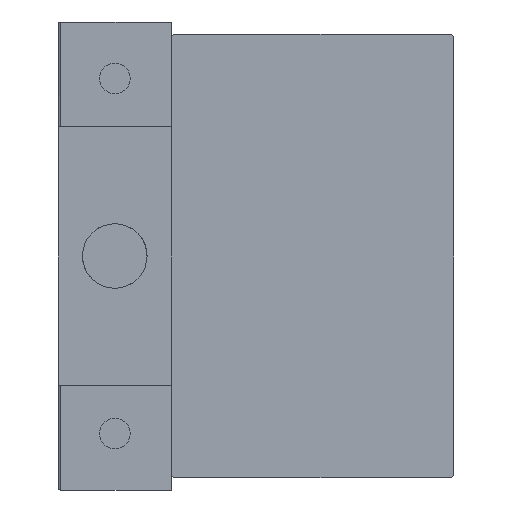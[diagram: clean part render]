
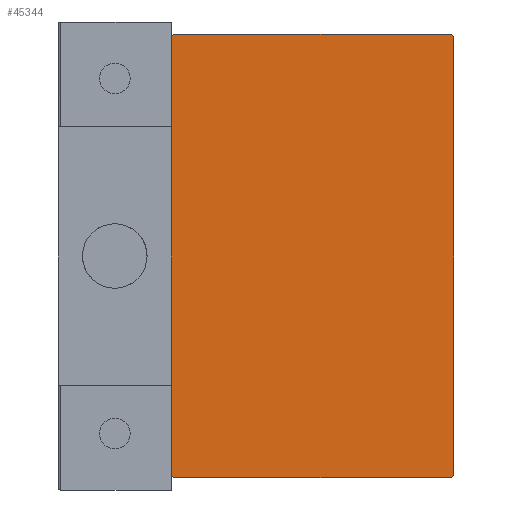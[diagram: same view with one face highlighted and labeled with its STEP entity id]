
A CAD part, left-side view. The second image highlights one B-rep face of the part: STEP entity #45344.
In plain terms, the highlighted face is planar.
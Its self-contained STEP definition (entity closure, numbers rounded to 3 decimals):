
#361 = CARTESIAN_POINT ( 'NONE',  ( 56., 17.5, 27.2 ) ) ;
#1067 = ORIENTED_EDGE ( 'NONE', *, *, #38785, .T. ) ;
#1156 = LINE ( 'NONE', #8990, #23571 ) ;
#2659 = DIRECTION ( 'NONE',  ( 0., 1., 0. ) ) ;
#2729 = CARTESIAN_POINT ( 'NONE',  ( 56., 17.2, -27.5 ) ) ;
#3013 = VECTOR ( 'NONE', #13684, 1000. ) ;
#3607 = CARTESIAN_POINT ( 'NONE',  ( 56., -17.5, 27.2 ) ) ;
#3919 = CARTESIAN_POINT ( 'NONE',  ( 56., -17.5, -27.2 ) ) ;
#3958 = ORIENTED_EDGE ( 'NONE', *, *, #38169, .T. ) ;
#3967 = DIRECTION ( 'NONE',  ( 0., -0.707, 0.707 ) ) ;
#4502 = VECTOR ( 'NONE', #32437, 1000. ) ;
#4552 = CARTESIAN_POINT ( 'NONE',  ( 56., 17.5, -27.2 ) ) ;
#4563 = EDGE_CURVE ( 'NONE', #24290, #44840, #32889, .T. ) ;
#5199 = LINE ( 'NONE', #36031, #40517 ) ;
#5661 = FACE_OUTER_BOUND ( 'NONE', #10382, .T. ) ;
#7245 = CARTESIAN_POINT ( 'NONE',  ( 56., 22.35, -22.35 ) ) ;
#7331 = VERTEX_POINT ( 'NONE', #19787 ) ;
#7769 = LINE ( 'NONE', #38594, #13153 ) ;
#8860 = EDGE_CURVE ( 'NONE', #43871, #35327, #26428, .T. ) ;
#8990 = CARTESIAN_POINT ( 'NONE',  ( 56., 17.5, 27.5 ) ) ;
#10382 = EDGE_LOOP ( 'NONE', ( #20098, #27866, #3958, #1067, #18328, #47763, #27102, #36363 ) ) ;
#10778 = AXIS2_PLACEMENT_3D ( 'NONE', #47600, #32949, #16790 ) ;
#12551 = DIRECTION ( 'NONE',  ( 0., 0.707, -0.707 ) ) ;
#13153 = VECTOR ( 'NONE', #3967, 1000. ) ;
#13684 = DIRECTION ( 'NONE',  ( 0., 0., -1. ) ) ;
#14651 = CARTESIAN_POINT ( 'NONE',  ( 56., -17.2, -27.5 ) ) ;
#14804 = EDGE_CURVE ( 'NONE', #44840, #37426, #47155, .T. ) ;
#16272 = DIRECTION ( 'NONE',  ( 0., 0., 1. ) ) ;
#16790 = DIRECTION ( 'NONE',  ( 0., 0., -1. ) ) ;
#18325 = CARTESIAN_POINT ( 'NONE',  ( 56., -17.5, -27.5 ) ) ;
#18328 = ORIENTED_EDGE ( 'NONE', *, *, #37827, .T. ) ;
#18571 = LINE ( 'NONE', #18325, #36490 ) ;
#19562 = VECTOR ( 'NONE', #16272, 1000. ) ;
#19787 = CARTESIAN_POINT ( 'NONE',  ( 56., 17.2, 27.5 ) ) ;
#20098 = ORIENTED_EDGE ( 'NONE', *, *, #38064, .T. ) ;
#20282 = LINE ( 'NONE', #38526, #19562 ) ;
#21065 = PLANE ( 'NONE',  #10778 ) ;
#23571 = VECTOR ( 'NONE', #39563, 1000. ) ;
#24290 = VERTEX_POINT ( 'NONE', #3607 ) ;
#25670 = VECTOR ( 'NONE', #12551, 1000. ) ;
#26428 = LINE ( 'NONE', #7245, #4502 ) ;
#27102 = ORIENTED_EDGE ( 'NONE', *, *, #4563, .T. ) ;
#27866 = ORIENTED_EDGE ( 'NONE', *, *, #8860, .T. ) ;
#30722 = VERTEX_POINT ( 'NONE', #361 ) ;
#32437 = DIRECTION ( 'NONE',  ( 0., 0.707, 0.707 ) ) ;
#32889 = LINE ( 'NONE', #37688, #3013 ) ;
#32949 = DIRECTION ( 'NONE',  ( 1., 0., 0. ) ) ;
#35327 = VERTEX_POINT ( 'NONE', #4552 ) ;
#36031 = CARTESIAN_POINT ( 'NONE',  ( 56., -22.35, 22.35 ) ) ;
#36363 = ORIENTED_EDGE ( 'NONE', *, *, #14804, .T. ) ;
#36490 = VECTOR ( 'NONE', #2659, 1000. ) ;
#36689 = VERTEX_POINT ( 'NONE', #49978 ) ;
#37426 = VERTEX_POINT ( 'NONE', #14651 ) ;
#37688 = CARTESIAN_POINT ( 'NONE',  ( 56., -17.5, 27.5 ) ) ;
#37827 = EDGE_CURVE ( 'NONE', #7331, #36689, #1156, .T. ) ;
#37884 = EDGE_CURVE ( 'NONE', #36689, #24290, #5199, .T. ) ;
#38064 = EDGE_CURVE ( 'NONE', #37426, #43871, #18571, .T. ) ;
#38169 = EDGE_CURVE ( 'NONE', #35327, #30722, #20282, .T. ) ;
#38526 = CARTESIAN_POINT ( 'NONE',  ( 56., 17.5, -27.5 ) ) ;
#38594 = CARTESIAN_POINT ( 'NONE',  ( 56., 22.35, 22.35 ) ) ;
#38785 = EDGE_CURVE ( 'NONE', #30722, #7331, #7769, .T. ) ;
#39333 = CARTESIAN_POINT ( 'NONE',  ( 56., -22.35, -22.35 ) ) ;
#39563 = DIRECTION ( 'NONE',  ( 0., -1., 0. ) ) ;
#40517 = VECTOR ( 'NONE', #46404, 1000. ) ;
#43871 = VERTEX_POINT ( 'NONE', #2729 ) ;
#44840 = VERTEX_POINT ( 'NONE', #3919 ) ;
#45344 = ADVANCED_FACE ( 'NONE', ( #5661 ), #21065, .T. ) ;
#46404 = DIRECTION ( 'NONE',  ( 0., -0.707, -0.707 ) ) ;
#47155 = LINE ( 'NONE', #39333, #25670 ) ;
#47600 = CARTESIAN_POINT ( 'NONE',  ( 56., 0., 0. ) ) ;
#47763 = ORIENTED_EDGE ( 'NONE', *, *, #37884, .T. ) ;
#49978 = CARTESIAN_POINT ( 'NONE',  ( 56., -17.2, 27.5 ) ) ;
